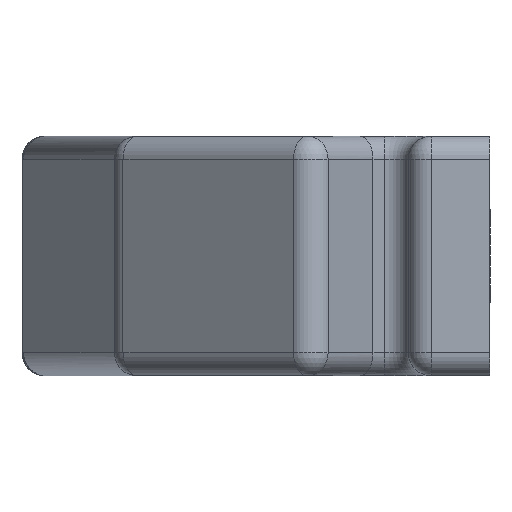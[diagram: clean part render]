
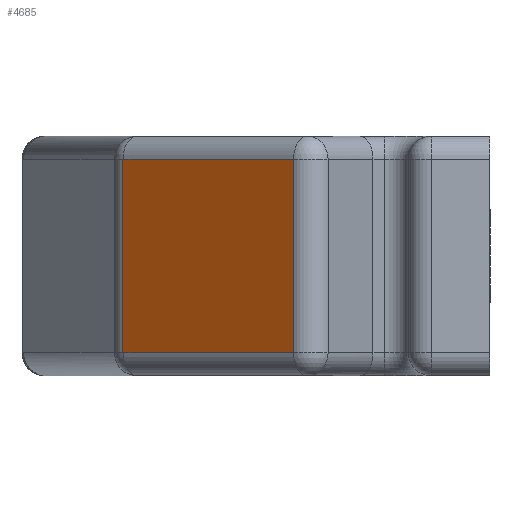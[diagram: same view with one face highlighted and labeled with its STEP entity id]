
A CAD part, left-side view. The second image highlights one B-rep face of the part: STEP entity #4685.
In plain terms, the highlighted planar face has unit normal (-0.783, 0.622, 0).
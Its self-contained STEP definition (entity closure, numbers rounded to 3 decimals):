
#2706=VECTOR('',#4308,1.);
#2707=VECTOR('',#4317,1.);
#2708=VECTOR('',#4322,1.);
#2709=VECTOR('',#4323,1.);
#2796=LINE('',#25869,#2706);
#2797=LINE('',#25875,#2707);
#2798=LINE('',#25879,#2708);
#2799=LINE('',#25880,#2709);
#2823=PLANE('',#4552);
#3203=ORIENTED_EDGE('',*,*,#3747,.T.);
#3204=ORIENTED_EDGE('',*,*,#3748,.F.);
#3205=ORIENTED_EDGE('',*,*,#3742,.F.);
#3206=ORIENTED_EDGE('',*,*,#3745,.F.);
#3523=VERTEX_POINT('',#25866);
#3524=VERTEX_POINT('',#25868);
#3525=VERTEX_POINT('',#25874);
#3526=VERTEX_POINT('',#25878);
#3742=EDGE_CURVE('',#3523,#3524,#2796,.T.);
#3745=EDGE_CURVE('',#3525,#3523,#2797,.T.);
#3747=EDGE_CURVE('',#3525,#3526,#2798,.T.);
#3748=EDGE_CURVE('',#3524,#3526,#2799,.T.);
#3861=EDGE_LOOP('',(#3203,#3204,#3205,#3206));
#3977=FACE_BOUND('',#3861,.T.);
#4308=DIRECTION('',(0.,0.,16.5));
#4317=DIRECTION('',(11.568,14.568,0.));
#4320=DIRECTION('',(-0.783,0.622,0.));
#4321=DIRECTION('',(0.622,0.783,0.));
#4322=DIRECTION('',(0.,0.,16.5));
#4323=DIRECTION('',(-11.568,-14.568,0.));
#4552=AXIS2_PLACEMENT_3D('',#25877,#4320,#4321);
#4685=ADVANCED_FACE('',(#3977),#2823,.T.);
#25866=CARTESIAN_POINT('',(39.499,31.369,2.));
#25868=CARTESIAN_POINT('',(39.499,31.369,18.5));
#25869=CARTESIAN_POINT('',(39.499,31.369,2.));
#25874=CARTESIAN_POINT('',(27.93,16.801,2.));
#25875=CARTESIAN_POINT('',(27.93,16.801,2.));
#25877=CARTESIAN_POINT('',(40.,32.,20.5));
#25878=CARTESIAN_POINT('',(27.93,16.801,18.5));
#25879=CARTESIAN_POINT('',(27.93,16.801,2.));
#25880=CARTESIAN_POINT('',(39.499,31.369,18.5));
